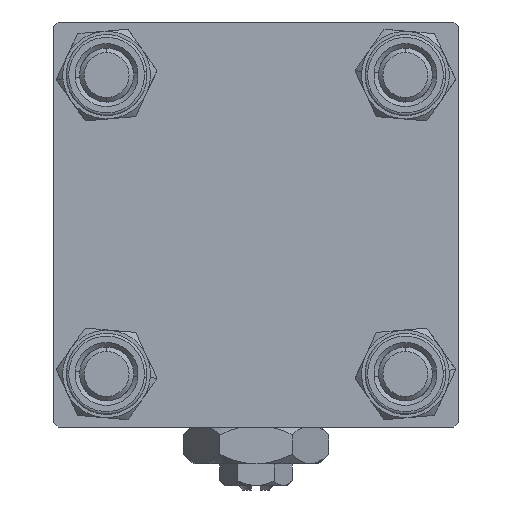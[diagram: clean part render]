
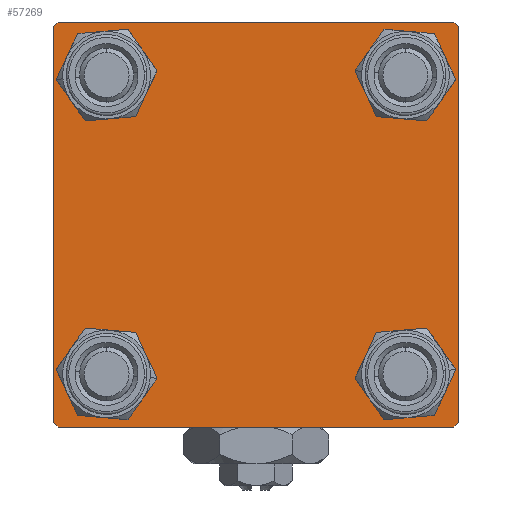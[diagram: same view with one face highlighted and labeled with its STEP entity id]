
A CAD part, left-side view. The second image highlights one B-rep face of the part: STEP entity #57269.
In plain terms, the highlighted planar face has unit normal (-1, 0, 0).
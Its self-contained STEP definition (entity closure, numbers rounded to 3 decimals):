
#566 = DIRECTION ( 'NONE',  ( -1., 0., 0. ) ) ;
#1623 = DIRECTION ( 'NONE',  ( 1., 0., 0. ) ) ;
#1799 = EDGE_CURVE ( 'NONE', #50696, #26307, #4778, .T. ) ;
#2529 = CARTESIAN_POINT ( 'NONE',  ( 0., 16.6, -20.1 ) ) ;
#3236 = CIRCLE ( 'NONE', #26133, 3.5 ) ;
#3296 = LINE ( 'NONE', #48370, #48327 ) ;
#3759 = DIRECTION ( 'NONE',  ( 0., 0., 1. ) ) ;
#4368 = DIRECTION ( 'NONE',  ( 0., 0., 1. ) ) ;
#4515 = EDGE_CURVE ( 'NONE', #32517, #45825, #56948, .T. ) ;
#4778 = CIRCLE ( 'NONE', #50540, 3.5 ) ;
#5075 = CIRCLE ( 'NONE', #35568, 3.5 ) ;
#5691 = CARTESIAN_POINT ( 'NONE',  ( 0., -16.6, -13.1 ) ) ;
#5751 = DIRECTION ( 'NONE',  ( 0., 0., 1. ) ) ;
#6654 = EDGE_CURVE ( 'NONE', #32635, #9251, #35410, .T. ) ;
#6815 = DIRECTION ( 'NONE',  ( 0., 0.707, -0.707 ) ) ;
#6818 = CARTESIAN_POINT ( 'NONE',  ( 0., 16.6, 20.1 ) ) ;
#7017 = VERTEX_POINT ( 'NONE', #2529 ) ;
#7260 = CARTESIAN_POINT ( 'NONE',  ( 0., -22., 22.5 ) ) ;
#7668 = VECTOR ( 'NONE', #9268, 1000. ) ;
#7837 = CARTESIAN_POINT ( 'NONE',  ( 0., 22.5, 22. ) ) ;
#8339 = ORIENTED_EDGE ( 'NONE', *, *, #23336, .T. ) ;
#8717 = ORIENTED_EDGE ( 'NONE', *, *, #17507, .F. ) ;
#9251 = VERTEX_POINT ( 'NONE', #20333 ) ;
#9268 = DIRECTION ( 'NONE',  ( 0., 0., -1. ) ) ;
#9554 = CARTESIAN_POINT ( 'NONE',  ( 0., -22., -22.5 ) ) ;
#9689 = AXIS2_PLACEMENT_3D ( 'NONE', #30370, #40194, #31245 ) ;
#11002 = EDGE_CURVE ( 'NONE', #45825, #44333, #50976, .T. ) ;
#11028 = ORIENTED_EDGE ( 'NONE', *, *, #16638, .T. ) ;
#11265 = VECTOR ( 'NONE', #6815, 1000. ) ;
#11526 = LINE ( 'NONE', #30619, #22632 ) ;
#11613 = CARTESIAN_POINT ( 'NONE',  ( 0., 22., -22.5 ) ) ;
#12758 = ORIENTED_EDGE ( 'NONE', *, *, #30801, .T. ) ;
#13022 = EDGE_LOOP ( 'NONE', ( #24282, #57190 ) ) ;
#13329 = DIRECTION ( 'NONE',  ( 1., 0., 0. ) ) ;
#14581 = DIRECTION ( 'NONE',  ( 0., 0., -1. ) ) ;
#14892 = CARTESIAN_POINT ( 'NONE',  ( 0., 22.25, 22.25 ) ) ;
#15035 = ORIENTED_EDGE ( 'NONE', *, *, #17044, .T. ) ;
#16062 = DIRECTION ( 'NONE',  ( 0., -1., 0. ) ) ;
#16638 = EDGE_CURVE ( 'NONE', #7017, #22755, #3236, .T. ) ;
#16690 = DIRECTION ( 'NONE',  ( 0., 0., 1. ) ) ;
#16845 = ORIENTED_EDGE ( 'NONE', *, *, #11002, .T. ) ;
#17044 = EDGE_CURVE ( 'NONE', #21693, #38969, #38518, .T. ) ;
#17507 = EDGE_CURVE ( 'NONE', #43358, #40601, #31436, .T. ) ;
#17570 = CARTESIAN_POINT ( 'NONE',  ( 0., -16.6, -16.6 ) ) ;
#18208 = LINE ( 'NONE', #31957, #7668 ) ;
#18330 = CARTESIAN_POINT ( 'NONE',  ( 0., 22.5, -22. ) ) ;
#18749 = LINE ( 'NONE', #45601, #20664 ) ;
#19134 = ORIENTED_EDGE ( 'NONE', *, *, #38821, .F. ) ;
#19480 = EDGE_CURVE ( 'NONE', #9251, #32635, #44351, .T. ) ;
#19970 = VERTEX_POINT ( 'NONE', #30550 ) ;
#20216 = ORIENTED_EDGE ( 'NONE', *, *, #24573, .T. ) ;
#20241 = ORIENTED_EDGE ( 'NONE', *, *, #19480, .T. ) ;
#20333 = CARTESIAN_POINT ( 'NONE',  ( 0., -16.6, 13.1 ) ) ;
#20664 = VECTOR ( 'NONE', #14581, 1000. ) ;
#20773 = DIRECTION ( 'NONE',  ( 0., -0.707, -0.707 ) ) ;
#21090 = VECTOR ( 'NONE', #16062, 1000. ) ;
#21386 = VECTOR ( 'NONE', #49631, 1000. ) ;
#21693 = VERTEX_POINT ( 'NONE', #53539 ) ;
#21706 = DIRECTION ( 'NONE',  ( 0., 0., 1. ) ) ;
#22213 = EDGE_LOOP ( 'NONE', ( #57500, #11028 ) ) ;
#22581 = CARTESIAN_POINT ( 'NONE',  ( 0., -16.6, 16.6 ) ) ;
#22632 = VECTOR ( 'NONE', #20773, 1000. ) ;
#22661 = CARTESIAN_POINT ( 'NONE',  ( 0., 0., 0. ) ) ;
#22696 = ORIENTED_EDGE ( 'NONE', *, *, #4515, .T. ) ;
#22755 = VERTEX_POINT ( 'NONE', #30516 ) ;
#22905 = CARTESIAN_POINT ( 'NONE',  ( 0., 16.6, -16.6 ) ) ;
#23261 = DIRECTION ( 'NONE',  ( 0., 0., 1. ) ) ;
#23336 = EDGE_CURVE ( 'NONE', #43358, #51102, #46825, .T. ) ;
#23546 = VERTEX_POINT ( 'NONE', #18330 ) ;
#23665 = DIRECTION ( 'NONE',  ( 1., 0., 0. ) ) ;
#23828 = CARTESIAN_POINT ( 'NONE',  ( 0., -22.25, -22.25 ) ) ;
#24031 = CARTESIAN_POINT ( 'NONE',  ( 0., -16.6, -16.6 ) ) ;
#24282 = ORIENTED_EDGE ( 'NONE', *, *, #50662, .T. ) ;
#24573 = EDGE_CURVE ( 'NONE', #19970, #40601, #3296, .T. ) ;
#24986 = AXIS2_PLACEMENT_3D ( 'NONE', #52724, #30050, #3759 ) ;
#26133 = AXIS2_PLACEMENT_3D ( 'NONE', #22905, #27087, #37531 ) ;
#26307 = VERTEX_POINT ( 'NONE', #6818 ) ;
#27087 = DIRECTION ( 'NONE',  ( 1., 0., 0. ) ) ;
#27141 = FACE_BOUND ( 'NONE', #41632, .T. ) ;
#27445 = ORIENTED_EDGE ( 'NONE', *, *, #52341, .T. ) ;
#27737 = FACE_OUTER_BOUND ( 'NONE', #33109, .T. ) ;
#28310 = DIRECTION ( 'NONE',  ( 0., -0.707, 0.707 ) ) ;
#28940 = EDGE_CURVE ( 'NONE', #51102, #23546, #18749, .T. ) ;
#30050 = DIRECTION ( 'NONE',  ( 1., 0., 0. ) ) ;
#30370 = CARTESIAN_POINT ( 'NONE',  ( 0., -16.6, 16.6 ) ) ;
#30514 = PLANE ( 'NONE',  #38745 ) ;
#30516 = CARTESIAN_POINT ( 'NONE',  ( 0., 16.6, -13.1 ) ) ;
#30550 = CARTESIAN_POINT ( 'NONE',  ( 0., -22.5, 22. ) ) ;
#30619 = CARTESIAN_POINT ( 'NONE',  ( 0., 22.25, -22.25 ) ) ;
#30801 = EDGE_CURVE ( 'NONE', #23546, #32517, #11526, .T. ) ;
#31245 = DIRECTION ( 'NONE',  ( 0., 0., 1. ) ) ;
#31436 = LINE ( 'NONE', #50227, #21386 ) ;
#31957 = CARTESIAN_POINT ( 'NONE',  ( 0., -22.5, 22.5 ) ) ;
#32517 = VERTEX_POINT ( 'NONE', #11613 ) ;
#32635 = VERTEX_POINT ( 'NONE', #37250 ) ;
#33109 = EDGE_LOOP ( 'NONE', ( #59030, #12758, #22696, #16845, #19134, #20216, #8717, #8339 ) ) ;
#34842 = CARTESIAN_POINT ( 'NONE',  ( 0., 16.6, 16.6 ) ) ;
#35410 = CIRCLE ( 'NONE', #9689, 3.5 ) ;
#35527 = DIRECTION ( 'NONE',  ( 0., 0.707, 0.707 ) ) ;
#35568 = AXIS2_PLACEMENT_3D ( 'NONE', #17570, #53400, #16690 ) ;
#37250 = CARTESIAN_POINT ( 'NONE',  ( 0., -16.6, 20.1 ) ) ;
#37531 = DIRECTION ( 'NONE',  ( 0., 0., 1. ) ) ;
#38049 = DIRECTION ( 'NONE',  ( 0., 0., 1. ) ) ;
#38518 = CIRCLE ( 'NONE', #55697, 3.5 ) ;
#38745 = AXIS2_PLACEMENT_3D ( 'NONE', #22661, #566, #23261 ) ;
#38821 = EDGE_CURVE ( 'NONE', #19970, #44333, #18208, .T. ) ;
#38969 = VERTEX_POINT ( 'NONE', #5691 ) ;
#39046 = ORIENTED_EDGE ( 'NONE', *, *, #6654, .T. ) ;
#40194 = DIRECTION ( 'NONE',  ( 1., 0., 0. ) ) ;
#40601 = VERTEX_POINT ( 'NONE', #7260 ) ;
#40962 = CARTESIAN_POINT ( 'NONE',  ( 0., 16.6, 16.6 ) ) ;
#41154 = VECTOR ( 'NONE', #28310, 1000. ) ;
#41632 = EDGE_LOOP ( 'NONE', ( #39046, #20241 ) ) ;
#43228 = EDGE_LOOP ( 'NONE', ( #27445, #15035 ) ) ;
#43358 = VERTEX_POINT ( 'NONE', #47957 ) ;
#43935 = FACE_BOUND ( 'NONE', #13022, .T. ) ;
#44333 = VERTEX_POINT ( 'NONE', #58079 ) ;
#44351 = CIRCLE ( 'NONE', #49118, 3.5 ) ;
#45601 = CARTESIAN_POINT ( 'NONE',  ( 0., 22.5, 22.5 ) ) ;
#45825 = VERTEX_POINT ( 'NONE', #9554 ) ;
#46825 = LINE ( 'NONE', #14892, #11265 ) ;
#47957 = CARTESIAN_POINT ( 'NONE',  ( 0., 22., 22.5 ) ) ;
#48327 = VECTOR ( 'NONE', #35527, 1000. ) ;
#48370 = CARTESIAN_POINT ( 'NONE',  ( 0., -22.25, 22.25 ) ) ;
#48843 = EDGE_CURVE ( 'NONE', #22755, #7017, #49746, .T. ) ;
#48901 = AXIS2_PLACEMENT_3D ( 'NONE', #34842, #49451, #21706 ) ;
#49118 = AXIS2_PLACEMENT_3D ( 'NONE', #22581, #13329, #4368 ) ;
#49451 = DIRECTION ( 'NONE',  ( 1., 0., 0. ) ) ;
#49631 = DIRECTION ( 'NONE',  ( 0., -1., 0. ) ) ;
#49746 = CIRCLE ( 'NONE', #24986, 3.5 ) ;
#50227 = CARTESIAN_POINT ( 'NONE',  ( 0., 22.5, 22.5 ) ) ;
#50540 = AXIS2_PLACEMENT_3D ( 'NONE', #40962, #23665, #5751 ) ;
#50662 = EDGE_CURVE ( 'NONE', #26307, #50696, #57467, .T. ) ;
#50696 = VERTEX_POINT ( 'NONE', #51236 ) ;
#50976 = LINE ( 'NONE', #23828, #41154 ) ;
#51102 = VERTEX_POINT ( 'NONE', #7837 ) ;
#51236 = CARTESIAN_POINT ( 'NONE',  ( 0., 16.6, 13.1 ) ) ;
#52341 = EDGE_CURVE ( 'NONE', #38969, #21693, #5075, .T. ) ;
#52724 = CARTESIAN_POINT ( 'NONE',  ( 0., 16.6, -16.6 ) ) ;
#53400 = DIRECTION ( 'NONE',  ( 1., 0., 0. ) ) ;
#53539 = CARTESIAN_POINT ( 'NONE',  ( 0., -16.6, -20.1 ) ) ;
#54162 = CARTESIAN_POINT ( 'NONE',  ( 0., 22.5, -22.5 ) ) ;
#54583 = FACE_BOUND ( 'NONE', #22213, .T. ) ;
#55697 = AXIS2_PLACEMENT_3D ( 'NONE', #24031, #1623, #38049 ) ;
#56948 = LINE ( 'NONE', #54162, #21090 ) ;
#57190 = ORIENTED_EDGE ( 'NONE', *, *, #1799, .T. ) ;
#57269 = ADVANCED_FACE ( 'NONE', ( #27141, #57665, #54583, #43935, #27737 ), #30514, .T. ) ;
#57467 = CIRCLE ( 'NONE', #48901, 3.5 ) ;
#57500 = ORIENTED_EDGE ( 'NONE', *, *, #48843, .T. ) ;
#57665 = FACE_BOUND ( 'NONE', #43228, .T. ) ;
#58079 = CARTESIAN_POINT ( 'NONE',  ( 0., -22.5, -22. ) ) ;
#59030 = ORIENTED_EDGE ( 'NONE', *, *, #28940, .T. ) ;
